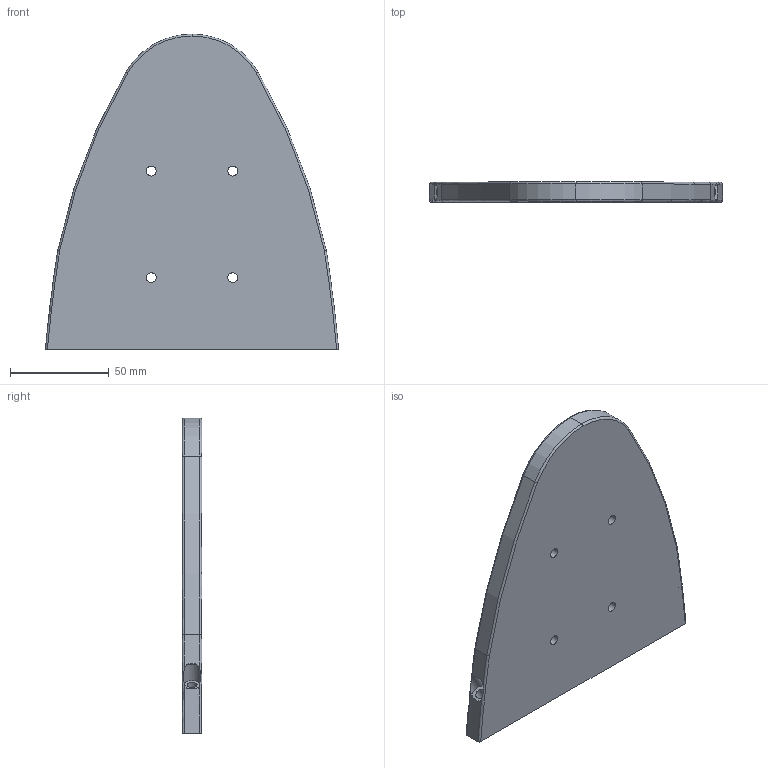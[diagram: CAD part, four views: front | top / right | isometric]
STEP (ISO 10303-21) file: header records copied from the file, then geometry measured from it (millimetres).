
FILE_DESCRIPTION(/* description */ (''),/* implementation_level */ '2;1');
FILE_NAME(/* name */ 'nose.stp',/* time_stamp */ '2023-07-20T16:52:59-07:00',/* author */ ('devan'),/* organization */ (''),/* preprocessor_version */ 'ST-DEVELOPER v20',/* originating_system */ 'Autodesk Inventor 2024',/* authorisation */ '');
FILE_SCHEMA (('AUTOMOTIVE_DESIGN { 1 0 10303 214 3 1 1 }'));
Length unit declared in the file: millimetre
Products named in the file (1): Part1
Bounding box: 148.49 x 10 x 160 mm (x, y, z)
Volume: 173339.1 mm3; surface area: 43401.2 mm2
Topology: 1 solids, 1 shells, 41 faces, 100 edges, 62 vertices
Faces by surface type: cylinder 17, torus 12, plane 8, cone 4
Full cylindrical faces by diameter (mm): 5 x7
Entity records: 1413 total; most frequent: CARTESIAN_POINT 372, DIRECTION 220, ORIENTED_EDGE 200, EDGE_CURVE 100, AXIS2_PLACEMENT_3D 98, VERTEX_POINT 62, EDGE_LOOP 54, CIRCLE 54
